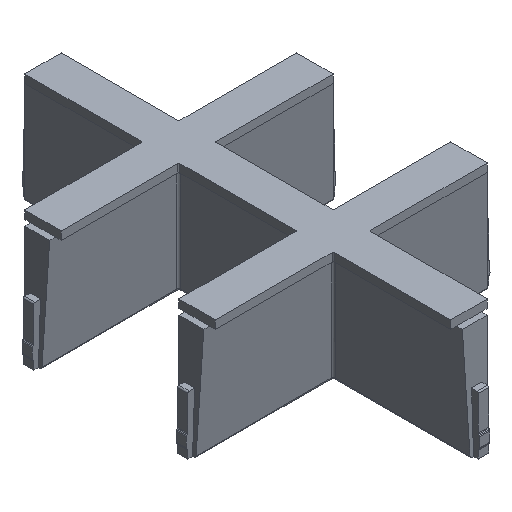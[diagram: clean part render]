
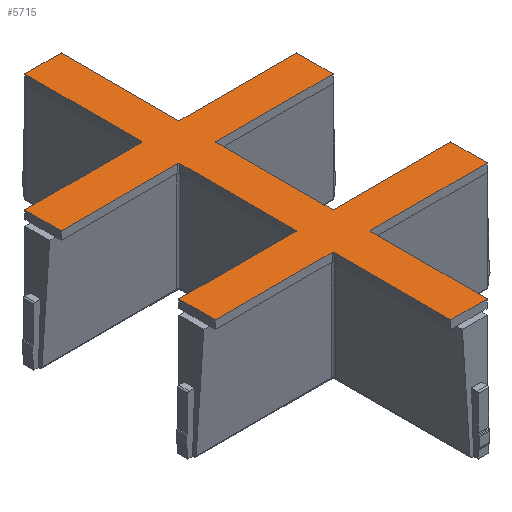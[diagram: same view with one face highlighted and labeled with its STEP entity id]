
A CAD part, isometric view. The second image highlights one B-rep face of the part: STEP entity #5715.
In plain terms, the highlighted planar face has unit normal (0, 0, 1).
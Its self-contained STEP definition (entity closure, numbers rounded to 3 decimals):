
#444=AXIS2_PLACEMENT_3D('Circle Axis2P3D',#442,#443,$) ;
#475=AXIS2_PLACEMENT_3D('Circle Axis2P3D',#473,#474,$) ;
#515=AXIS2_PLACEMENT_3D('Circle Axis2P3D',#513,#514,$) ;
#546=AXIS2_PLACEMENT_3D('Circle Axis2P3D',#544,#545,$) ;
#577=AXIS2_PLACEMENT_3D('Circle Axis2P3D',#575,#576,$) ;
#617=AXIS2_PLACEMENT_3D('Circle Axis2P3D',#615,#616,$) ;
#657=AXIS2_PLACEMENT_3D('Circle Axis2P3D',#655,#656,$) ;
#5587=AXIS2_PLACEMENT_3D('Circle Axis2P3D',#5585,#5586,$) ;
#5623=AXIS2_PLACEMENT_3D('Plane Axis2P3D',#5620,#5621,#5622) ;
#63=CARTESIAN_POINT('Vertex',(42.011,24.822,17.5)) ;
#66=CARTESIAN_POINT('Line Origine',(42.011,22.161,17.5)) ;
#70=CARTESIAN_POINT('Vertex',(42.011,19.5,17.5)) ;
#114=CARTESIAN_POINT('Vertex',(42.011,47.322,17.5)) ;
#117=CARTESIAN_POINT('Line Origine',(42.011,44.661,17.5)) ;
#121=CARTESIAN_POINT('Vertex',(42.011,42.,17.5)) ;
#170=CARTESIAN_POINT('Vertex',(19.5,64.511,17.5)) ;
#173=CARTESIAN_POINT('Line Origine',(22.161,64.511,17.5)) ;
#177=CARTESIAN_POINT('Vertex',(24.822,64.511,17.5)) ;
#226=CARTESIAN_POINT('Vertex',(2.311,42.,17.5)) ;
#229=CARTESIAN_POINT('Line Origine',(2.311,44.661,17.5)) ;
#233=CARTESIAN_POINT('Vertex',(2.311,47.322,17.5)) ;
#277=CARTESIAN_POINT('Vertex',(2.311,19.5,17.5)) ;
#280=CARTESIAN_POINT('Line Origine',(2.311,22.161,17.5)) ;
#284=CARTESIAN_POINT('Vertex',(2.311,24.822,17.5)) ;
#333=CARTESIAN_POINT('Vertex',(24.822,2.311,17.5)) ;
#336=CARTESIAN_POINT('Line Origine',(22.161,2.311,17.5)) ;
#340=CARTESIAN_POINT('Vertex',(19.5,2.311,17.5)) ;
#368=CARTESIAN_POINT('Vertex',(24.822,41.85,17.5)) ;
#371=CARTESIAN_POINT('Line Origine',(24.822,33.411,17.5)) ;
#375=CARTESIAN_POINT('Vertex',(24.822,24.972,17.5)) ;
#408=CARTESIAN_POINT('Vertex',(19.5,24.972,17.5)) ;
#411=CARTESIAN_POINT('Line Origine',(19.5,33.411,17.5)) ;
#415=CARTESIAN_POINT('Vertex',(19.5,41.85,17.5)) ;
#442=CARTESIAN_POINT('Axis2P3D Location',(24.972,24.972,17.5)) ;
#446=CARTESIAN_POINT('Vertex',(24.972,24.822,17.5)) ;
#473=CARTESIAN_POINT('Axis2P3D Location',(19.35,19.35,17.5)) ;
#477=CARTESIAN_POINT('Vertex',(19.35,19.5,17.5)) ;
#479=CARTESIAN_POINT('Vertex',(19.5,19.35,17.5)) ;
#513=CARTESIAN_POINT('Axis2P3D Location',(19.35,24.972,17.5)) ;
#517=CARTESIAN_POINT('Vertex',(19.35,24.822,17.5)) ;
#544=CARTESIAN_POINT('Axis2P3D Location',(19.35,41.85,17.5)) ;
#548=CARTESIAN_POINT('Vertex',(19.35,42.,17.5)) ;
#575=CARTESIAN_POINT('Axis2P3D Location',(19.35,47.472,17.5)) ;
#579=CARTESIAN_POINT('Vertex',(19.5,47.472,17.5)) ;
#581=CARTESIAN_POINT('Vertex',(19.35,47.322,17.5)) ;
#615=CARTESIAN_POINT('Axis2P3D Location',(24.972,47.472,17.5)) ;
#619=CARTESIAN_POINT('Vertex',(24.972,47.322,17.5)) ;
#621=CARTESIAN_POINT('Vertex',(24.822,47.472,17.5)) ;
#655=CARTESIAN_POINT('Axis2P3D Location',(24.972,41.85,17.5)) ;
#659=CARTESIAN_POINT('Vertex',(24.972,42.,17.5)) ;
#5585=CARTESIAN_POINT('Axis2P3D Location',(24.972,19.35,17.5)) ;
#5589=CARTESIAN_POINT('Vertex',(24.822,19.35,17.5)) ;
#5591=CARTESIAN_POINT('Vertex',(24.972,19.5,17.5)) ;
#5620=CARTESIAN_POINT('Axis2P3D Location',(2.311,24.022,17.5)) ;
#5625=CARTESIAN_POINT('Line Origine',(33.492,24.822,17.5)) ;
#5630=CARTESIAN_POINT('Line Origine',(33.492,42.,17.5)) ;
#5635=CARTESIAN_POINT('Line Origine',(33.492,47.322,17.5)) ;
#5640=CARTESIAN_POINT('Line Origine',(24.822,55.992,17.5)) ;
#5645=CARTESIAN_POINT('Line Origine',(19.5,55.992,17.5)) ;
#5650=CARTESIAN_POINT('Line Origine',(10.831,47.322,17.5)) ;
#5655=CARTESIAN_POINT('Line Origine',(10.831,42.,17.5)) ;
#5660=CARTESIAN_POINT('Line Origine',(10.831,24.822,17.5)) ;
#5665=CARTESIAN_POINT('Line Origine',(10.831,19.5,17.5)) ;
#5670=CARTESIAN_POINT('Line Origine',(19.5,10.831,17.5)) ;
#5675=CARTESIAN_POINT('Line Origine',(24.822,10.831,17.5)) ;
#5680=CARTESIAN_POINT('Line Origine',(33.492,19.5,17.5)) ;
#67=DIRECTION('Vector Direction',(0.,1.,0.)) ;
#118=DIRECTION('Vector Direction',(0.,1.,0.)) ;
#174=DIRECTION('Vector Direction',(-1.,0.,0.)) ;
#230=DIRECTION('Vector Direction',(0.,-1.,0.)) ;
#281=DIRECTION('Vector Direction',(0.,-1.,0.)) ;
#337=DIRECTION('Vector Direction',(1.,0.,0.)) ;
#372=DIRECTION('Vector Direction',(0.,1.,0.)) ;
#412=DIRECTION('Vector Direction',(0.,-1.,0.)) ;
#443=DIRECTION('Axis2P3D Direction',(0.,0.,1.)) ;
#474=DIRECTION('Axis2P3D Direction',(0.,0.,1.)) ;
#514=DIRECTION('Axis2P3D Direction',(0.,0.,-1.)) ;
#545=DIRECTION('Axis2P3D Direction',(0.,0.,1.)) ;
#576=DIRECTION('Axis2P3D Direction',(0.,0.,-1.)) ;
#616=DIRECTION('Axis2P3D Direction',(0.,0.,1.)) ;
#656=DIRECTION('Axis2P3D Direction',(0.,0.,-1.)) ;
#5586=DIRECTION('Axis2P3D Direction',(0.,0.,-1.)) ;
#5621=DIRECTION('Axis2P3D Direction',(-0.,0.,1.)) ;
#5622=DIRECTION('Axis2P3D XDirection',(0.,-1.,0.)) ;
#5626=DIRECTION('Vector Direction',(-1.,0.,0.)) ;
#5631=DIRECTION('Vector Direction',(1.,0.,0.)) ;
#5636=DIRECTION('Vector Direction',(-1.,0.,0.)) ;
#5641=DIRECTION('Vector Direction',(0.,1.,0.)) ;
#5646=DIRECTION('Vector Direction',(0.,-1.,0.)) ;
#5651=DIRECTION('Vector Direction',(-1.,0.,0.)) ;
#5656=DIRECTION('Vector Direction',(1.,0.,0.)) ;
#5661=DIRECTION('Vector Direction',(-1.,0.,0.)) ;
#5666=DIRECTION('Vector Direction',(1.,0.,0.)) ;
#5671=DIRECTION('Vector Direction',(0.,-1.,0.)) ;
#5676=DIRECTION('Vector Direction',(0.,1.,0.)) ;
#5681=DIRECTION('Vector Direction',(1.,0.,0.)) ;
#68=VECTOR('Line Direction',#67,1.) ;
#119=VECTOR('Line Direction',#118,1.) ;
#175=VECTOR('Line Direction',#174,1.) ;
#231=VECTOR('Line Direction',#230,1.) ;
#282=VECTOR('Line Direction',#281,1.) ;
#338=VECTOR('Line Direction',#337,1.) ;
#373=VECTOR('Line Direction',#372,1.) ;
#413=VECTOR('Line Direction',#412,1.) ;
#5627=VECTOR('Line Direction',#5626,1.) ;
#5632=VECTOR('Line Direction',#5631,1.) ;
#5637=VECTOR('Line Direction',#5636,1.) ;
#5642=VECTOR('Line Direction',#5641,1.) ;
#5647=VECTOR('Line Direction',#5646,1.) ;
#5652=VECTOR('Line Direction',#5651,1.) ;
#5657=VECTOR('Line Direction',#5656,1.) ;
#5662=VECTOR('Line Direction',#5661,1.) ;
#5667=VECTOR('Line Direction',#5666,1.) ;
#5672=VECTOR('Line Direction',#5671,1.) ;
#5677=VECTOR('Line Direction',#5676,1.) ;
#5682=VECTOR('Line Direction',#5681,1.) ;
#5686=ORIENTED_EDGE('',*,*,#5629,.T.) ;
#5687=ORIENTED_EDGE('',*,*,#448,.T.) ;
#5688=ORIENTED_EDGE('',*,*,#377,.T.) ;
#5689=ORIENTED_EDGE('',*,*,#661,.T.) ;
#5690=ORIENTED_EDGE('',*,*,#5634,.T.) ;
#5691=ORIENTED_EDGE('',*,*,#123,.T.) ;
#5692=ORIENTED_EDGE('',*,*,#5639,.T.) ;
#5693=ORIENTED_EDGE('',*,*,#623,.T.) ;
#5694=ORIENTED_EDGE('',*,*,#5644,.T.) ;
#5695=ORIENTED_EDGE('',*,*,#179,.T.) ;
#5696=ORIENTED_EDGE('',*,*,#5649,.T.) ;
#5697=ORIENTED_EDGE('',*,*,#583,.T.) ;
#5698=ORIENTED_EDGE('',*,*,#5654,.T.) ;
#5699=ORIENTED_EDGE('',*,*,#235,.T.) ;
#5700=ORIENTED_EDGE('',*,*,#5659,.T.) ;
#5701=ORIENTED_EDGE('',*,*,#550,.T.) ;
#5702=ORIENTED_EDGE('',*,*,#417,.T.) ;
#5703=ORIENTED_EDGE('',*,*,#519,.T.) ;
#5704=ORIENTED_EDGE('',*,*,#5664,.T.) ;
#5705=ORIENTED_EDGE('',*,*,#286,.T.) ;
#5706=ORIENTED_EDGE('',*,*,#5669,.T.) ;
#5707=ORIENTED_EDGE('',*,*,#481,.T.) ;
#5708=ORIENTED_EDGE('',*,*,#5674,.T.) ;
#5709=ORIENTED_EDGE('',*,*,#342,.T.) ;
#5710=ORIENTED_EDGE('',*,*,#5679,.T.) ;
#5711=ORIENTED_EDGE('',*,*,#5593,.T.) ;
#5712=ORIENTED_EDGE('',*,*,#5684,.T.) ;
#5713=ORIENTED_EDGE('',*,*,#72,.T.) ;
#5715=ADVANCED_FACE('MANIFOLD_SOLID_BREP #14438',(#5714),#5624,.T.) ;
#445=CIRCLE('generated circle',#444,0.15) ;
#476=CIRCLE('generated circle',#475,0.15) ;
#516=CIRCLE('generated circle',#515,0.15) ;
#547=CIRCLE('generated circle',#546,0.15) ;
#578=CIRCLE('generated circle',#577,0.15) ;
#618=CIRCLE('generated circle',#617,0.15) ;
#658=CIRCLE('generated circle',#657,0.15) ;
#5588=CIRCLE('generated circle',#5587,0.15) ;
#72=EDGE_CURVE('',#71,#64,#69,.T.) ;
#123=EDGE_CURVE('',#122,#115,#120,.T.) ;
#179=EDGE_CURVE('',#178,#171,#176,.T.) ;
#235=EDGE_CURVE('',#234,#227,#232,.T.) ;
#286=EDGE_CURVE('',#285,#278,#283,.T.) ;
#342=EDGE_CURVE('',#341,#334,#339,.T.) ;
#377=EDGE_CURVE('',#376,#369,#374,.T.) ;
#417=EDGE_CURVE('',#416,#409,#414,.T.) ;
#448=EDGE_CURVE('',#447,#376,#445,.F.) ;
#481=EDGE_CURVE('',#478,#480,#476,.F.) ;
#519=EDGE_CURVE('',#409,#518,#516,.T.) ;
#550=EDGE_CURVE('',#549,#416,#547,.F.) ;
#583=EDGE_CURVE('',#580,#582,#578,.T.) ;
#623=EDGE_CURVE('',#620,#622,#618,.F.) ;
#661=EDGE_CURVE('',#369,#660,#658,.T.) ;
#5593=EDGE_CURVE('',#5590,#5592,#5588,.T.) ;
#5629=EDGE_CURVE('',#64,#447,#5628,.T.) ;
#5634=EDGE_CURVE('',#660,#122,#5633,.T.) ;
#5639=EDGE_CURVE('',#115,#620,#5638,.T.) ;
#5644=EDGE_CURVE('',#622,#178,#5643,.T.) ;
#5649=EDGE_CURVE('',#171,#580,#5648,.T.) ;
#5654=EDGE_CURVE('',#582,#234,#5653,.T.) ;
#5659=EDGE_CURVE('',#227,#549,#5658,.T.) ;
#5664=EDGE_CURVE('',#518,#285,#5663,.T.) ;
#5669=EDGE_CURVE('',#278,#478,#5668,.T.) ;
#5674=EDGE_CURVE('',#480,#341,#5673,.T.) ;
#5679=EDGE_CURVE('',#334,#5590,#5678,.T.) ;
#5684=EDGE_CURVE('',#5592,#71,#5683,.T.) ;
#5685=EDGE_LOOP('',(#5686,#5687,#5688,#5689,#5690,#5691,#5692,#5693,#5694,#5695,#5696,#5697,#5698,#5699,#5700,#5701,#5702,#5703,#5704,#5705,#5706,#5707,#5708,#5709,#5710,#5711,#5712,#5713)) ;
#5714=FACE_OUTER_BOUND('',#5685,.T.) ;
#69=LINE('Line',#66,#68) ;
#120=LINE('Line',#117,#119) ;
#176=LINE('Line',#173,#175) ;
#232=LINE('Line',#229,#231) ;
#283=LINE('Line',#280,#282) ;
#339=LINE('Line',#336,#338) ;
#374=LINE('Line',#371,#373) ;
#414=LINE('Line',#411,#413) ;
#5628=LINE('Line',#5625,#5627) ;
#5633=LINE('Line',#5630,#5632) ;
#5638=LINE('Line',#5635,#5637) ;
#5643=LINE('Line',#5640,#5642) ;
#5648=LINE('Line',#5645,#5647) ;
#5653=LINE('Line',#5650,#5652) ;
#5658=LINE('Line',#5655,#5657) ;
#5663=LINE('Line',#5660,#5662) ;
#5668=LINE('Line',#5665,#5667) ;
#5673=LINE('Line',#5670,#5672) ;
#5678=LINE('Line',#5675,#5677) ;
#5683=LINE('Line',#5680,#5682) ;
#5624=PLANE('',#5623) ;
#64=VERTEX_POINT('',#63) ;
#71=VERTEX_POINT('',#70) ;
#115=VERTEX_POINT('',#114) ;
#122=VERTEX_POINT('',#121) ;
#171=VERTEX_POINT('',#170) ;
#178=VERTEX_POINT('',#177) ;
#227=VERTEX_POINT('',#226) ;
#234=VERTEX_POINT('',#233) ;
#278=VERTEX_POINT('',#277) ;
#285=VERTEX_POINT('',#284) ;
#334=VERTEX_POINT('',#333) ;
#341=VERTEX_POINT('',#340) ;
#369=VERTEX_POINT('',#368) ;
#376=VERTEX_POINT('',#375) ;
#409=VERTEX_POINT('',#408) ;
#416=VERTEX_POINT('',#415) ;
#447=VERTEX_POINT('',#446) ;
#478=VERTEX_POINT('',#477) ;
#480=VERTEX_POINT('',#479) ;
#518=VERTEX_POINT('',#517) ;
#549=VERTEX_POINT('',#548) ;
#580=VERTEX_POINT('',#579) ;
#582=VERTEX_POINT('',#581) ;
#620=VERTEX_POINT('',#619) ;
#622=VERTEX_POINT('',#621) ;
#660=VERTEX_POINT('',#659) ;
#5590=VERTEX_POINT('',#5589) ;
#5592=VERTEX_POINT('',#5591) ;
